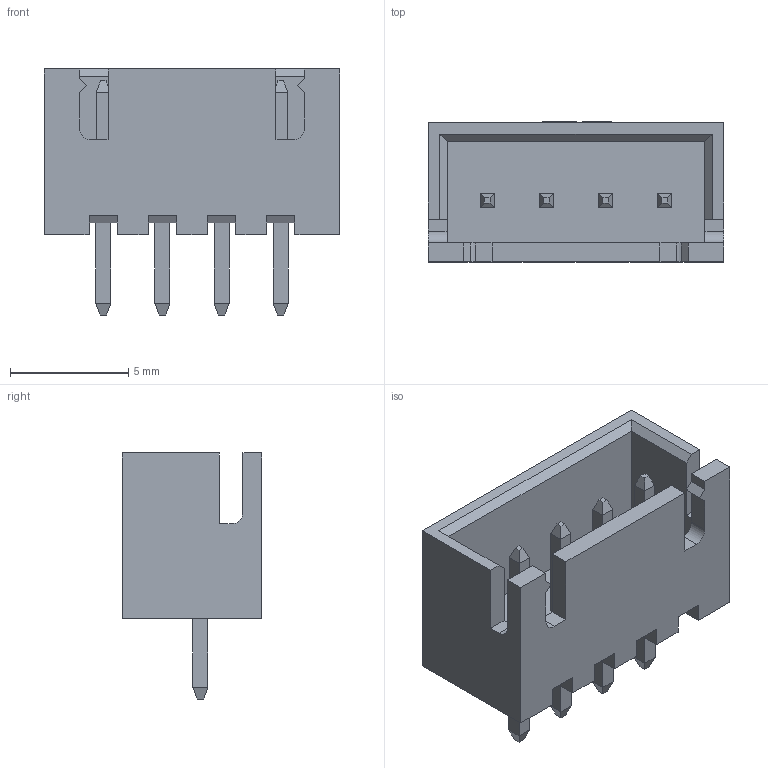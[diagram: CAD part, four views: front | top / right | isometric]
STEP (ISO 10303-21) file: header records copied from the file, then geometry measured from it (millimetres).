
FILE_DESCRIPTION (( 'STEP AP214' ), '1' );
FILE_NAME ('CONN-TH_4P-P2.50_BX-XH2.54-4PZZ.STEP', '2023-10-20T08:53:59', ( 'PC' ), ( 'Microsoft' ), 'SwSTEP 2.0', 'SolidWorks 2020', '' );
FILE_SCHEMA (( 'AUTOMOTIVE_DESIGN' ));
Length unit declared in the file: millimetre
Products named in the file (1): CONN-TH_4P-P2.50_BX-XH2.54-4PZZ
Bounding box: 12.5 x 5.91 x 10.4 mm (x, y, z)
Volume: 266.8 mm3; surface area: 645.3 mm2
Topology: 1 solids, 1 shells, 357 faces, 950 edges, 622 vertices
Faces by surface type: plane 255, bspline 98, cylinder 4
Entity records: 15393 total; most frequent: CARTESIAN_POINT 3236, ORIENTED_EDGE 1900, DIRECTION 1278, EDGE_CURVE 950, LINE 742, VECTOR 742, VERTEX_POINT 622, EDGE_LOOP 384
